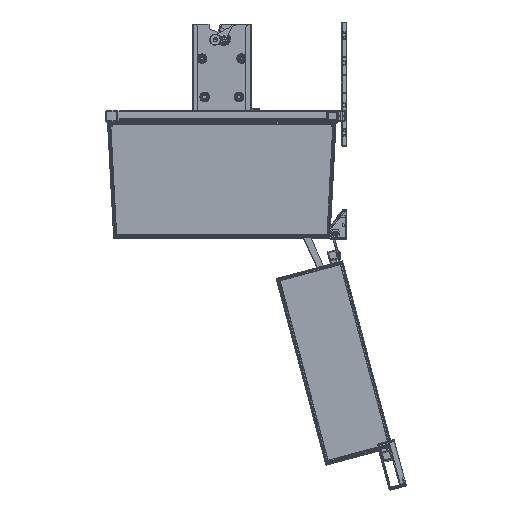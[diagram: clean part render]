
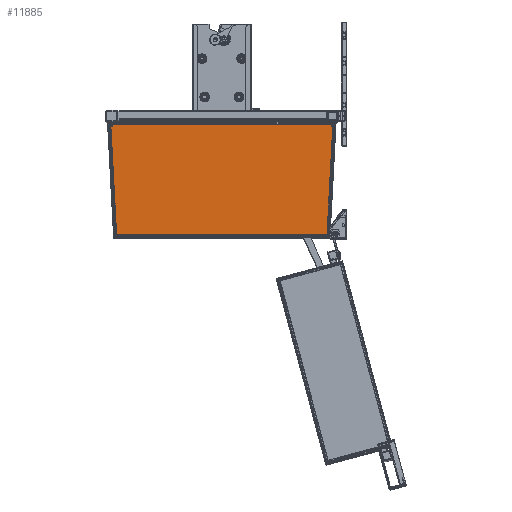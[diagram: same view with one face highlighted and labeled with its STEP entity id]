
A CAD part, top view. The second image highlights one B-rep face of the part: STEP entity #11885.
In plain terms, the highlighted planar face has unit normal (0, 0, 1).
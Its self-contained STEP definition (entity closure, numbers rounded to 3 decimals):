
#11885=ADVANCED_FACE('',(#25061),#25062,.T.);
#25061=FACE_OUTER_BOUND('',#43601,.T.);
#25062=PLANE('',#43602);
#43601=EDGE_LOOP('',(#73720,#73721,#73722,#73723));
#43602=AXIS2_PLACEMENT_3D('',#73724,#73725,#73726);
#73720=ORIENTED_EDGE('',*,*,#102388,.T.);
#73721=ORIENTED_EDGE('',*,*,#102390,.T.);
#73722=ORIENTED_EDGE('',*,*,#102391,.T.);
#73723=ORIENTED_EDGE('',*,*,#102392,.T.);
#73724=CARTESIAN_POINT('',(242.63,-257.5,1578.5));
#73725=DIRECTION('',(0.,0.,1.0));
#73726=DIRECTION('',(0.999,-0.053,0.));
#102388=EDGE_CURVE('',#122535,#122537,#122539,.T.);
#102390=EDGE_CURVE('',#122537,#122541,#122542,.T.);
#102391=EDGE_CURVE('',#122541,#122543,#122544,.T.);
#102392=EDGE_CURVE('',#122543,#122535,#122545,.T.);
#122535=VERTEX_POINT('',#150778);
#122537=VERTEX_POINT('',#150781);
#122539=LINE('',#150784,#150785);
#122541=VERTEX_POINT('',#150787);
#122542=LINE('',#150788,#150789);
#122543=VERTEX_POINT('',#150790);
#122544=LINE('',#150791,#150792);
#122545=LINE('',#150793,#150794);
#150778=CARTESIAN_POINT('',(-255.624,-1.2,1578.5));
#150781=CARTESIAN_POINT('',(-241.966,-256.8,1578.5));
#150784=CARTESIAN_POINT('',(-240.549,-283.319,1578.5));
#150785=VECTOR('',#176225,1.0);
#150787=CARTESIAN_POINT('',(241.966,-256.8,1578.5));
#150788=CARTESIAN_POINT('',(242.63,-256.8,1578.5));
#150789=VECTOR('',#176226,1.0);
#150790=CARTESIAN_POINT('',(255.624,-1.2,1578.5));
#150791=CARTESIAN_POINT('',(241.931,-257.463,1578.5));
#150792=VECTOR('',#176227,1.0);
#150793=CARTESIAN_POINT('',(242.63,-1.2,1578.5));
#150794=VECTOR('',#176228,1.0);
#176225=DIRECTION('',(0.053,-0.999,0.));
#176226=DIRECTION('',(1.0,0.,0.));
#176227=DIRECTION('',(0.053,0.999,0.));
#176228=DIRECTION('',(-1.0,0.,0.));
